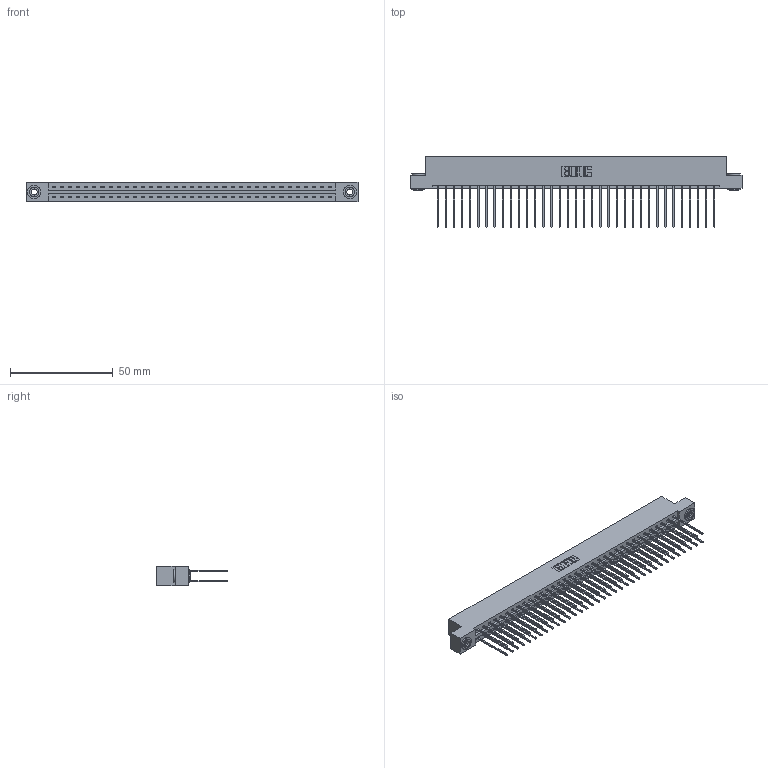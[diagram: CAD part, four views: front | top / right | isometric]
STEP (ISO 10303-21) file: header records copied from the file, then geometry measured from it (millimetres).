
FILE_DESCRIPTION (( 'STEP AP203' ), '1' );
FILE_NAME ('337-070-541-203.STEP', '2019-10-10T01:23:24', ( '' ), ( '' ), 'SwSTEP 2.0', 'SolidWorks 2016', '' );
FILE_SCHEMA (( 'CONFIG_CONTROL_DESIGN' ));
Length unit declared in the file: inch
Products named in the file (4): 337-070-541-203; 345-292-001_345-293-141; 337 Part_Flush Mounting Lugs - 0.156 Dia-TH; 345-250-002_345-250-002-102
Assembly tree (73 placements, depth 2):
  337-070-541-203
    337 Part_Flush Mounting Lugs - 0.156 Dia-TH
    345-292-001_345-293-141  x70
    345-250-002_345-250-002-102  x2
Bounding box: 161.7 x 34.3 x 9.4 mm (x, y, z)
Volume: 17368.7 mm3; surface area: 21807.6 mm2
Topology: 73 solids, 73 shells, 3932 faces, 11657 edges, 7674 vertices
Faces by surface type: plane 2740, cylinder 1184, cone 8
Entity records: 28710 total; most frequent: CARTESIAN_POINT 4817, ORIENTED_EDGE 4746, DIRECTION 4143, EDGE_CURVE 2373, VECTOR 2221, LINE 2221, VERTEX_POINT 1578, AXIS2_PLACEMENT_3D 961
